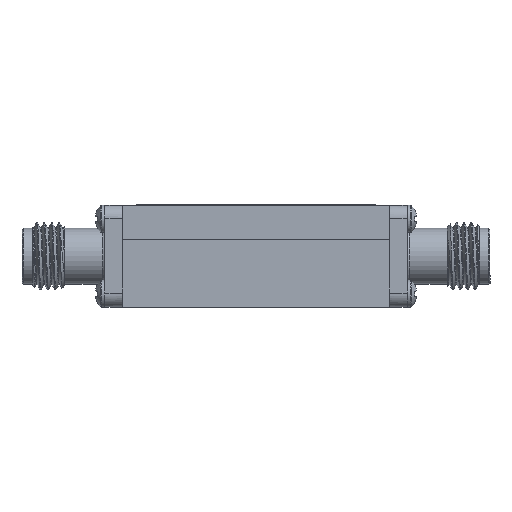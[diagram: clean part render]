
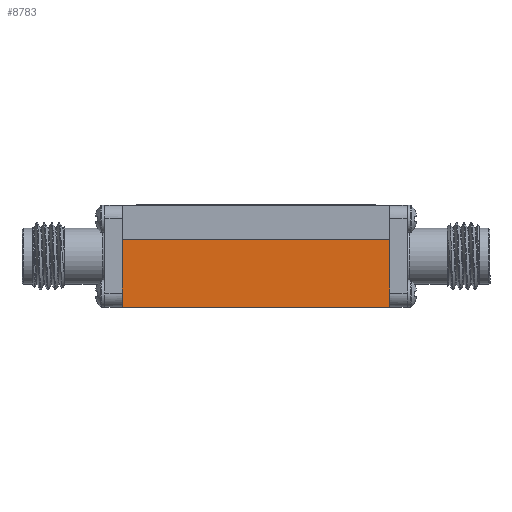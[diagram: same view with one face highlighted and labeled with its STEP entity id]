
A CAD part, front view. The second image highlights one B-rep face of the part: STEP entity #8783.
In plain terms, the highlighted planar face has unit normal (0, -1, 0).
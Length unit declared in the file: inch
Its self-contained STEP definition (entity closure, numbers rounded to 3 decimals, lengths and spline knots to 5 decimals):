
#1140 = VERTEX_POINT ( 'NONE', #35212 ) ;
#3742 = DIRECTION ( 'NONE',  ( 1., 0., 0. ) ) ;
#4100 = CARTESIAN_POINT ( 'NONE',  ( 0.5, -0.275, 0.06162 ) ) ;
#5372 = EDGE_CURVE ( 'NONE', #13850, #43087, #12426, .T. ) ;
#7331 = EDGE_LOOP ( 'NONE', ( #40129, #28143, #39309, #16007 ) ) ;
#8089 = CARTESIAN_POINT ( 'NONE',  ( 0.5, -0.275, 0.19 ) ) ;
#8565 = VECTOR ( 'NONE', #31642, 39.37008 ) ;
#8671 = EDGE_CURVE ( 'NONE', #1140, #13850, #10725, .T. ) ;
#8783 = ADVANCED_FACE ( 'NONE', ( #13391 ), #15868, .F. ) ;
#10725 = LINE ( 'NONE', #10812, #8565 ) ;
#10812 = CARTESIAN_POINT ( 'NONE',  ( -0.5, -0.275, 0.19 ) ) ;
#12426 = LINE ( 'NONE', #13436, #42243 ) ;
#13391 = FACE_OUTER_BOUND ( 'NONE', #7331, .T. ) ;
#13436 = CARTESIAN_POINT ( 'NONE',  ( -0.5, -0.275, -0.19 ) ) ;
#13522 = VERTEX_POINT ( 'NONE', #4100 ) ;
#13850 = VERTEX_POINT ( 'NONE', #44851 ) ;
#14546 = DIRECTION ( 'NONE',  ( 0., 0., -1. ) ) ;
#15351 = LINE ( 'NONE', #8089, #24022 ) ;
#15868 = PLANE ( 'NONE',  #40475 ) ;
#16007 = ORIENTED_EDGE ( 'NONE', *, *, #31375, .F. ) ;
#20796 = CARTESIAN_POINT ( 'NONE',  ( -0.5, -0.275, 0.06162 ) ) ;
#22201 = LINE ( 'NONE', #20796, #38440 ) ;
#24022 = VECTOR ( 'NONE', #14546, 39.37008 ) ;
#25587 = EDGE_CURVE ( 'NONE', #1140, #13522, #22201, .T. ) ;
#28143 = ORIENTED_EDGE ( 'NONE', *, *, #8671, .T. ) ;
#31375 = EDGE_CURVE ( 'NONE', #13522, #43087, #15351, .T. ) ;
#31642 = DIRECTION ( 'NONE',  ( 0., 0., -1. ) ) ;
#32957 = CARTESIAN_POINT ( 'NONE',  ( 0.5, -0.275, -0.19 ) ) ;
#33278 = DIRECTION ( 'NONE',  ( 0., 0., 1. ) ) ;
#35212 = CARTESIAN_POINT ( 'NONE',  ( -0.5, -0.275, 0.06162 ) ) ;
#36176 = DIRECTION ( 'NONE',  ( 0., 1., 0. ) ) ;
#37620 = DIRECTION ( 'NONE',  ( 1., 0., 0. ) ) ;
#38440 = VECTOR ( 'NONE', #3742, 39.37008 ) ;
#39309 = ORIENTED_EDGE ( 'NONE', *, *, #5372, .T. ) ;
#40129 = ORIENTED_EDGE ( 'NONE', *, *, #25587, .F. ) ;
#40475 = AXIS2_PLACEMENT_3D ( 'NONE', #43679, #36176, #33278 ) ;
#42243 = VECTOR ( 'NONE', #37620, 39.37008 ) ;
#43087 = VERTEX_POINT ( 'NONE', #32957 ) ;
#43679 = CARTESIAN_POINT ( 'NONE',  ( -0.5, -0.275, 0.19 ) ) ;
#44851 = CARTESIAN_POINT ( 'NONE',  ( -0.5, -0.275, -0.19 ) ) ;
